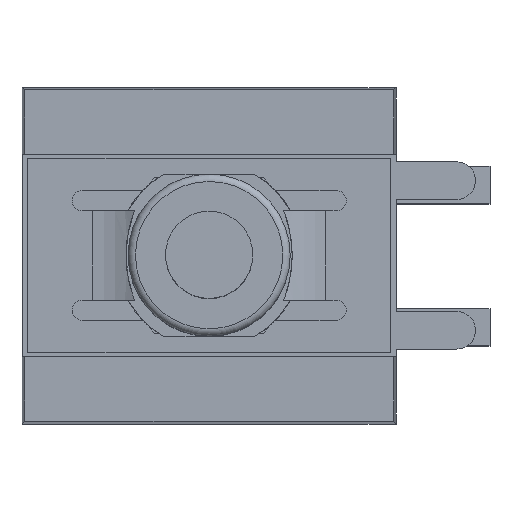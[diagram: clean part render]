
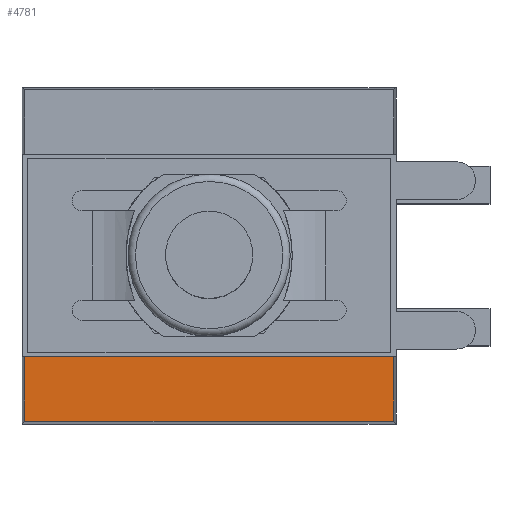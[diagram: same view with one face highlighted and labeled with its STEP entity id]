
A CAD part, top view. The second image highlights one B-rep face of the part: STEP entity #4781.
In plain terms, the highlighted planar face has unit normal (0, 0, 1).
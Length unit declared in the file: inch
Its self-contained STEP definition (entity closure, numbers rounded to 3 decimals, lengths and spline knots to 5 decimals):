
#544=FACE_OUTER_BOUND('',#825,.T.);
#825=EDGE_LOOP('',(#3996,#3997,#3998,#3999));
#1271=LINE('',#7795,#1771);
#1283=LINE('',#7848,#1783);
#1284=LINE('',#7850,#1784);
#1285=LINE('',#7851,#1785);
#1771=VECTOR('',#6396,0.3937);
#1783=VECTOR('',#6432,0.3937);
#1784=VECTOR('',#6433,0.3937);
#1785=VECTOR('',#6434,0.3937);
#2170=VERTEX_POINT('',#7651);
#2181=VERTEX_POINT('',#7675);
#2243=VERTEX_POINT('',#7847);
#2244=VERTEX_POINT('',#7849);
#2846=EDGE_CURVE('',#2170,#2181,#1271,.T.);
#2867=EDGE_CURVE('',#2243,#2181,#1283,.T.);
#2868=EDGE_CURVE('',#2244,#2243,#1284,.T.);
#2869=EDGE_CURVE('',#2170,#2244,#1285,.T.);
#3996=ORIENTED_EDGE('',*,*,#2846,.T.);
#3997=ORIENTED_EDGE('',*,*,#2867,.F.);
#3998=ORIENTED_EDGE('',*,*,#2868,.F.);
#3999=ORIENTED_EDGE('',*,*,#2869,.F.);
#4529=PLANE('',#5226);
#4781=ADVANCED_FACE('',(#544),#4529,.T.);
#5226=AXIS2_PLACEMENT_3D('',#7846,#6430,#6431);
#6396=DIRECTION('',(-1.,0.,0.));
#6430=DIRECTION('center_axis',(0.,0.,1.));
#6431=DIRECTION('ref_axis',(1.,0.,0.));
#6432=DIRECTION('',(0.,1.,0.));
#6433=DIRECTION('',(-1.,0.,0.));
#6434=DIRECTION('',(0.,-1.,0.));
#7651=CARTESIAN_POINT('',(0.24643,-0.13504,0.40945));
#7675=CARTESIAN_POINT('',(-0.24643,-0.13504,0.40945));
#7795=CARTESIAN_POINT('',(0.125,-0.13504,0.40945));
#7846=CARTESIAN_POINT('Origin',(0.,0.,
0.40945));
#7847=CARTESIAN_POINT('',(-0.24643,-0.22143,0.40945));
#7848=CARTESIAN_POINT('',(-0.24643,0.225,0.40945));
#7849=CARTESIAN_POINT('',(0.24643,-0.22143,0.40945));
#7850=CARTESIAN_POINT('',(-0.25,-0.22143,0.40945));
#7851=CARTESIAN_POINT('',(0.24643,-0.225,0.40945));
